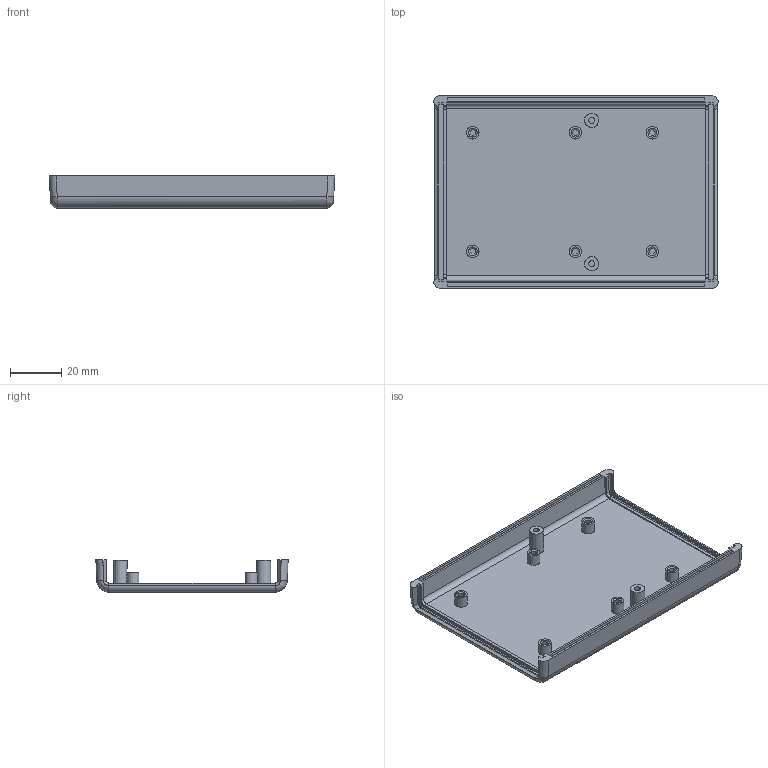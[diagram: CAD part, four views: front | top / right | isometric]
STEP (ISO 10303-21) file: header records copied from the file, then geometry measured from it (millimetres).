
FILE_DESCRIPTION((''),'2;1');
FILE_NAME('1593N Top.stp','2008-03-18T12:20:17',('rboehler'),(''),'Autodesk Inventor 2008','Autodesk Inventor 2008','');
FILE_SCHEMA(('AUTOMOTIVE_DESIGN { 1 0 10303 214 1 1 1 1 }'));
Length unit declared in the file: millimetre
Products named in the file (1): 1593N Top
Bounding box: 111.25 x 75 x 12.6 mm (x, y, z)
Volume: 25019.6 mm3; surface area: 23189 mm2
Topology: 1 solids, 1 shells, 131 faces, 316 edges, 206 vertices
Faces by surface type: plane 53, bspline 42, cylinder 26, torus 6, cone 4
Full cylindrical faces by diameter (mm): 2.38 x4
Entity records: 4682 total; most frequent: CARTESIAN_POINT 1856, ORIENTED_EDGE 588, DIRECTION 496, EDGE_CURVE 294, VERTEX_POINT 206, AXIS2_PLACEMENT_3D 176, EDGE_LOOP 172, VECTOR 144
